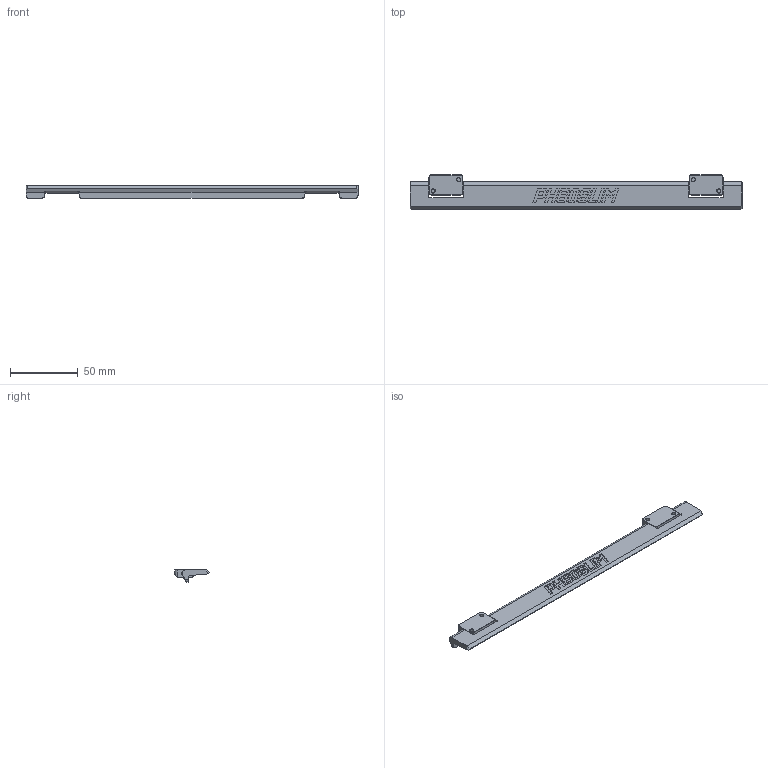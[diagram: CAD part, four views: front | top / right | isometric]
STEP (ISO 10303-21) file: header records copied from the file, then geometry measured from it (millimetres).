
FILE_DESCRIPTION(('HOOPS Exchange Step'),'2;1');
FILE_NAME('temp_export','2025-04-24T16:34:55+08:00',('13271'),('Shapr3D Limited'),'HOOPS Exchange 2024.8','Shapr3D','Authorized');
FILE_SCHEMA( ('AP242_MANAGED_MODEL_BASED_3D_ENGINEERING_MIM_LF {1 0 10303 442 1 1 4}') );
Length unit declared in the file: millimetre
Products named in the file (2): PH60Slim_Stand; root
Assembly tree (1 placements, depth 2):
  root
    PH60Slim_Stand
Bounding box: 245 x 25.36 x 9.36 mm (x, y, z)
Volume: 21850.8 mm3; surface area: 15346.8 mm2
Topology: 3 solids, 3 shells, 445 faces, 1215 edges, 794 vertices
Faces by surface type: plane 394, cylinder 29, cone 14, bspline 8
Full cylindrical faces by diameter (mm): 2.7 x4, 3 x2, 3.8 x2
Entity records: 14151 total; most frequent: CARTESIAN_POINT 2812, ORIENTED_EDGE 2430, DIRECTION 2149, EDGE_CURVE 1215, VECTOR 1127, LINE 1127, VERTEX_POINT 794, AXIS2_PLACEMENT_3D 511
